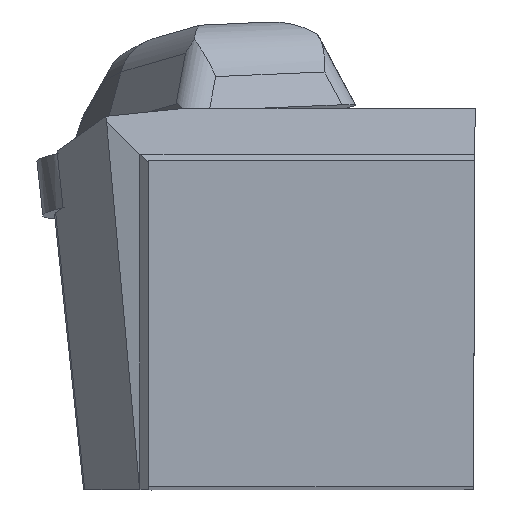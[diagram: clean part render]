
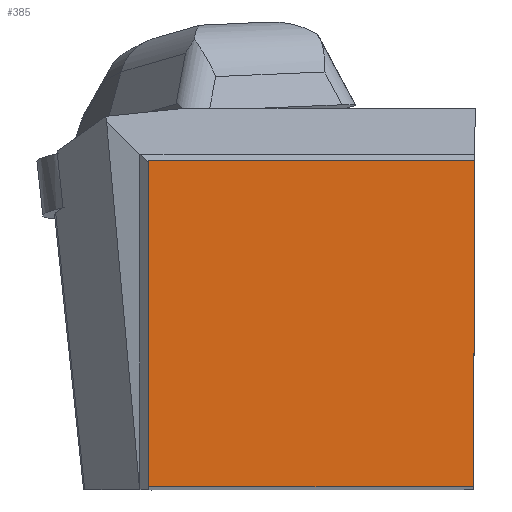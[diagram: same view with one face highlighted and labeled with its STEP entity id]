
A CAD part, top view. The second image highlights one B-rep face of the part: STEP entity #385.
In plain terms, the highlighted planar face has unit normal (0, 0, 1).
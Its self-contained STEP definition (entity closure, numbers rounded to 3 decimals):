
#100=FACE_OUTER_BOUND('',#500,.T.);
#167=LINE('',#1640,#269);
#168=LINE('',#1643,#270);
#169=LINE('',#1645,#271);
#170=LINE('',#1647,#272);
#269=VECTOR('',#1333,1.);
#270=VECTOR('',#1334,1.);
#271=VECTOR('',#1335,1.);
#272=VECTOR('',#1336,1.);
#385=ADVANCED_FACE('BLANK_BOXF006',(#100),#435,.F.);
#435=PLANE('',#1179);
#500=EDGE_LOOP('',(#600,#601,#602,#603));
#600=ORIENTED_EDGE('',*,*,#963,.F.);
#601=ORIENTED_EDGE('',*,*,#964,.F.);
#602=ORIENTED_EDGE('',*,*,#965,.F.);
#603=ORIENTED_EDGE('',*,*,#966,.F.);
#864=VERTEX_POINT('',#1641);
#865=VERTEX_POINT('',#1642);
#866=VERTEX_POINT('',#1644);
#867=VERTEX_POINT('',#1646);
#963=EDGE_CURVE('',#864,#865,#167,.T.);
#964=EDGE_CURVE('',#866,#864,#168,.T.);
#965=EDGE_CURVE('',#867,#866,#169,.T.);
#966=EDGE_CURVE('',#865,#867,#170,.T.);
#1179=AXIS2_PLACEMENT_3D('',#1648,#1337,#1338);
#1333=DIRECTION('',(0.,1.,0.));
#1334=DIRECTION('',(-1.,0.,0.));
#1335=DIRECTION('',(-0.004,-1.,0.));
#1336=DIRECTION('',(1.,0.,0.));
#1337=DIRECTION('',(0.,0.,-1.));
#1338=DIRECTION('',(-1.,0.,0.));
#1640=CARTESIAN_POINT('',(-18.923,-123.3,0.));
#1641=CARTESIAN_POINT('',(-18.923,0.,0.));
#1642=CARTESIAN_POINT('',(-18.923,18.923,0.));
#1643=CARTESIAN_POINT('',(123.3,0.,0.));
#1644=CARTESIAN_POINT('',(-0.083,0.,0.));
#1645=CARTESIAN_POINT('',(0.455,123.299,0.));
#1646=CARTESIAN_POINT('',(0.,18.923,0.));
#1647=CARTESIAN_POINT('',(-123.3,18.923,0.));
#1648=CARTESIAN_POINT('',(-34.4,-5.,0.));
